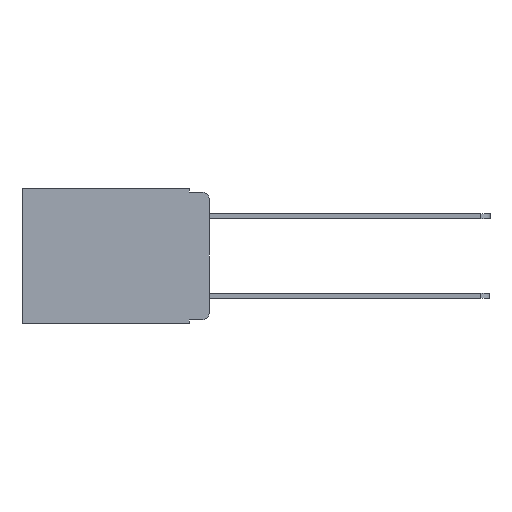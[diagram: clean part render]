
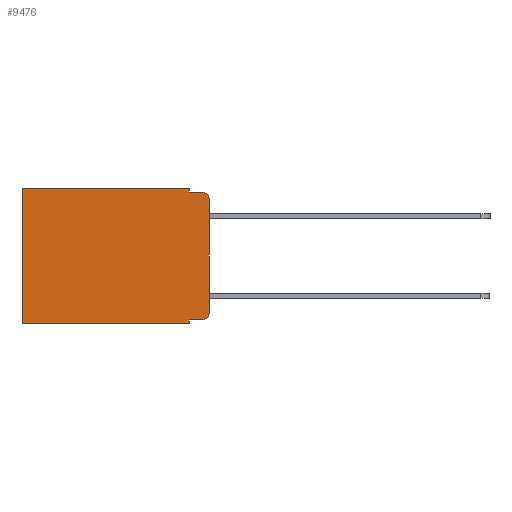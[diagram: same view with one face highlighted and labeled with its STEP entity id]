
A CAD part, left-side view. The second image highlights one B-rep face of the part: STEP entity #9476.
In plain terms, the highlighted planar face has unit normal (-1, 0, 0).
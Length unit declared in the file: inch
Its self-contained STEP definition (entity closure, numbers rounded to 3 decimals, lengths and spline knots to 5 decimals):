
#134 = CARTESIAN_POINT ( 'NONE',  ( 0.298, 0., -0.313 ) ) ;
#869 = VERTEX_POINT ( 'NONE', #5578 ) ;
#1280 = ORIENTED_EDGE ( 'NONE', *, *, #10485, .T. ) ;
#1375 = DIRECTION ( 'NONE',  ( 0., 0., -1. ) ) ;
#1385 = EDGE_CURVE ( 'NONE', #7256, #2746, #11865, .T. ) ;
#1395 = DIRECTION ( 'NONE',  ( 1., 0., 0. ) ) ;
#1505 = CARTESIAN_POINT ( 'NONE',  ( 0.298, 0., 0. ) ) ;
#1576 = VECTOR ( 'NONE', #10387, 39.37008 ) ;
#1582 = AXIS2_PLACEMENT_3D ( 'NONE', #2052, #1395, #1375 ) ;
#1808 = AXIS2_PLACEMENT_3D ( 'NONE', #4477, #3538, #3509 ) ;
#1857 = CARTESIAN_POINT ( 'NONE',  ( 0.298, 0.02, -0.333 ) ) ;
#2029 = PLANE ( 'NONE',  #1582 ) ;
#2052 = CARTESIAN_POINT ( 'NONE',  ( 0.298, 0., 0. ) ) ;
#2287 = ORIENTED_EDGE ( 'NONE', *, *, #5648, .F. ) ;
#2366 = EDGE_CURVE ( 'NONE', #3651, #4891, #4577, .T. ) ;
#2586 = VERTEX_POINT ( 'NONE', #11426 ) ;
#2591 = EDGE_LOOP ( 'NONE', ( #8764, #4783, #2287, #6572, #1280, #12293, #7181, #12007, #5117, #6722 ) ) ;
#2680 = DIRECTION ( 'NONE',  ( 0., -1., 0. ) ) ;
#2746 = VERTEX_POINT ( 'NONE', #9186 ) ;
#2906 = VECTOR ( 'NONE', #3669, 39.37008 ) ;
#2970 = CARTESIAN_POINT ( 'NONE',  ( 0.298, 0.051, -0.01 ) ) ;
#3153 = CARTESIAN_POINT ( 'NONE',  ( 0.298, 0.051, -0.333 ) ) ;
#3212 = CIRCLE ( 'NONE', #10657, 0.02 ) ;
#3509 = DIRECTION ( 'NONE',  ( 0., 0., -1. ) ) ;
#3512 = CARTESIAN_POINT ( 'NONE',  ( 0.298, 0.051, -0.333 ) ) ;
#3538 = DIRECTION ( 'NONE',  ( -1., 0., 0. ) ) ;
#3627 = CARTESIAN_POINT ( 'NONE',  ( 0.298, 0.051, 0. ) ) ;
#3635 = VERTEX_POINT ( 'NONE', #134 ) ;
#3651 = VERTEX_POINT ( 'NONE', #3153 ) ;
#3669 = DIRECTION ( 'NONE',  ( 0., -1., 0. ) ) ;
#4303 = VECTOR ( 'NONE', #12541, 39.37008 ) ;
#4319 = CARTESIAN_POINT ( 'NONE',  ( 0.298, 0.02, -0.03 ) ) ;
#4378 = DIRECTION ( 'NONE',  ( 0., 0., -1. ) ) ;
#4384 = DIRECTION ( 'NONE',  ( -1., 0., 0. ) ) ;
#4446 = LINE ( 'NONE', #12195, #1576 ) ;
#4477 = CARTESIAN_POINT ( 'NONE',  ( 0.298, 0.02, -0.313 ) ) ;
#4521 = VECTOR ( 'NONE', #12838, 39.37008 ) ;
#4577 = LINE ( 'NONE', #3512, #7852 ) ;
#4768 = FACE_OUTER_BOUND ( 'NONE', #2591, .T. ) ;
#4783 = ORIENTED_EDGE ( 'NONE', *, *, #7177, .T. ) ;
#4891 = VERTEX_POINT ( 'NONE', #1857 ) ;
#5022 = CARTESIAN_POINT ( 'NONE',  ( 0.298, 0.051, -0.343 ) ) ;
#5117 = ORIENTED_EDGE ( 'NONE', *, *, #2366, .T. ) ;
#5560 = VECTOR ( 'NONE', #10412, 39.37008 ) ;
#5578 = CARTESIAN_POINT ( 'NONE',  ( 0.298, 0.02, -0.01 ) ) ;
#5648 = EDGE_CURVE ( 'NONE', #2746, #869, #5713, .T. ) ;
#5713 = LINE ( 'NONE', #2970, #2906 ) ;
#5997 = CARTESIAN_POINT ( 'NONE',  ( 0.298, 0.473, 0. ) ) ;
#6572 = ORIENTED_EDGE ( 'NONE', *, *, #1385, .F. ) ;
#6722 = ORIENTED_EDGE ( 'NONE', *, *, #7242, .T. ) ;
#7177 = EDGE_CURVE ( 'NONE', #2586, #869, #3212, .T. ) ;
#7181 = ORIENTED_EDGE ( 'NONE', *, *, #9247, .F. ) ;
#7199 = DIRECTION ( 'NONE',  ( 0., 1., 0. ) ) ;
#7219 = LINE ( 'NONE', #11244, #4521 ) ;
#7242 = EDGE_CURVE ( 'NONE', #4891, #3635, #12205, .T. ) ;
#7247 = CARTESIAN_POINT ( 'NONE',  ( 0.298, 0., -0.343 ) ) ;
#7256 = VERTEX_POINT ( 'NONE', #3627 ) ;
#7632 = LINE ( 'NONE', #7247, #7903 ) ;
#7852 = VECTOR ( 'NONE', #2680, 39.37008 ) ;
#7878 = EDGE_CURVE ( 'NONE', #3651, #10197, #7219, .T. ) ;
#7903 = VECTOR ( 'NONE', #7199, 39.37008 ) ;
#7982 = VECTOR ( 'NONE', #11242, 39.37008 ) ;
#8164 = LINE ( 'NONE', #1505, #5560 ) ;
#8420 = VERTEX_POINT ( 'NONE', #9530 ) ;
#8764 = ORIENTED_EDGE ( 'NONE', *, *, #9982, .F. ) ;
#9186 = CARTESIAN_POINT ( 'NONE',  ( 0.298, 0.051, -0.01 ) ) ;
#9247 = EDGE_CURVE ( 'NONE', #10197, #8420, #7632, .T. ) ;
#9476 = ADVANCED_FACE ( 'NONE', ( #4768 ), #2029, .F. ) ;
#9530 = CARTESIAN_POINT ( 'NONE',  ( 0.298, 0.473, -0.343 ) ) ;
#9982 = EDGE_CURVE ( 'NONE', #2586, #3635, #4446, .T. ) ;
#10197 = VERTEX_POINT ( 'NONE', #5022 ) ;
#10387 = DIRECTION ( 'NONE',  ( 0., 0., -1. ) ) ;
#10412 = DIRECTION ( 'NONE',  ( 0., 1., 0. ) ) ;
#10485 = EDGE_CURVE ( 'NONE', #7256, #10621, #8164, .T. ) ;
#10621 = VERTEX_POINT ( 'NONE', #5997 ) ;
#10657 = AXIS2_PLACEMENT_3D ( 'NONE', #4319, #4384, #4378 ) ;
#11242 = DIRECTION ( 'NONE',  ( 0., 0., -1. ) ) ;
#11244 = CARTESIAN_POINT ( 'NONE',  ( 0.298, 0.051, 0. ) ) ;
#11279 = CARTESIAN_POINT ( 'NONE',  ( 0.298, 0.473, 0. ) ) ;
#11426 = CARTESIAN_POINT ( 'NONE',  ( 0.298, 0., -0.03 ) ) ;
#11476 = EDGE_CURVE ( 'NONE', #10621, #8420, #12523, .T. ) ;
#11865 = LINE ( 'NONE', #12567, #4303 ) ;
#12007 = ORIENTED_EDGE ( 'NONE', *, *, #7878, .F. ) ;
#12195 = CARTESIAN_POINT ( 'NONE',  ( 0.298, 0., 0. ) ) ;
#12205 = CIRCLE ( 'NONE', #1808, 0.02 ) ;
#12293 = ORIENTED_EDGE ( 'NONE', *, *, #11476, .T. ) ;
#12523 = LINE ( 'NONE', #11279, #7982 ) ;
#12541 = DIRECTION ( 'NONE',  ( 0., 0., -1. ) ) ;
#12567 = CARTESIAN_POINT ( 'NONE',  ( 0.298, 0.051, 0. ) ) ;
#12838 = DIRECTION ( 'NONE',  ( 0., 0., -1. ) ) ;
